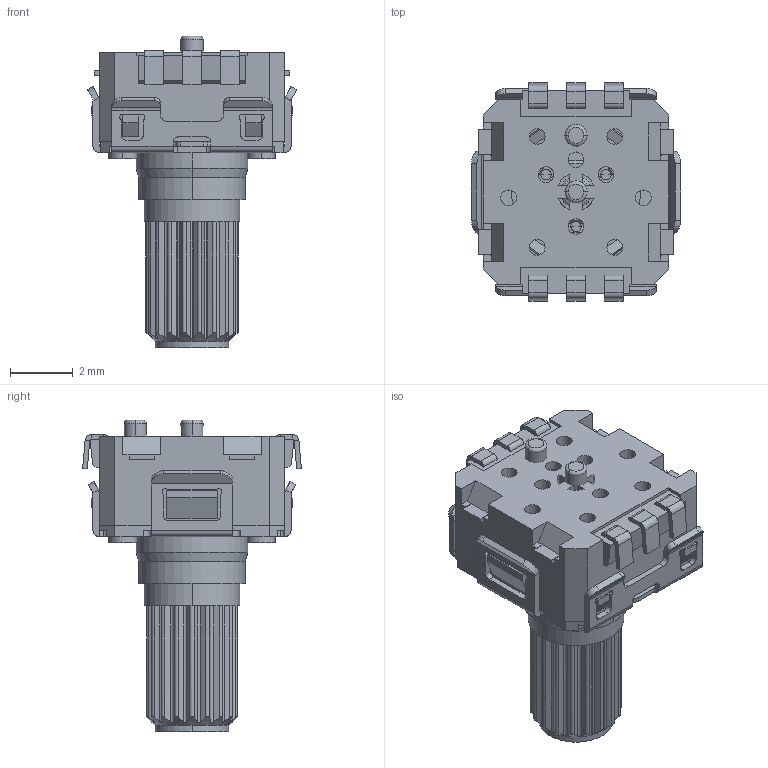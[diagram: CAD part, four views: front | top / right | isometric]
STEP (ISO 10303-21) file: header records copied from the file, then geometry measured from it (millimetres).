
FILE_DESCRIPTION (( 'STEP AP203' ), '1' );
FILE_NAME ('EC06.STEP', '2021-08-17T03:57:36', ( '' ), ( '' ), 'SwSTEP 2.0', 'SolidWorks 2019', '' );
FILE_SCHEMA (( 'CONFIG_CONTROL_DESIGN' ));
Length unit declared in the file: millimetre
Products named in the file (1): EC06
Bounding box: 6.65 x 6.96 x 9.9 mm (x, y, z)
Surface area: 474.2 mm2 (no closed solid volume)
Topology: 0 solids, 22 shells, 1007 faces, 2654 edges, 1662 vertices
Faces by surface type: plane 580, cylinder 371, bspline 26, torus 16, cone 12, sphere 2
Entity records: 32598 total; most frequent: CARTESIAN_POINT 8571, ORIENTED_EDGE 5244, DIRECTION 4617, EDGE_CURVE 2654, VERTEX_POINT 1662, AXIS2_PLACEMENT_3D 1659, LINE 1299, VECTOR 1299
